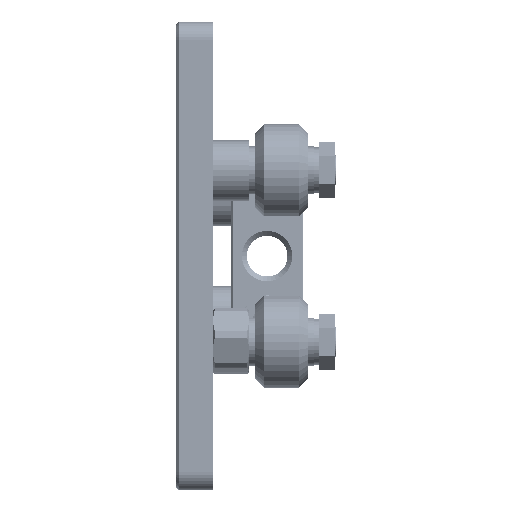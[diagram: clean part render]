
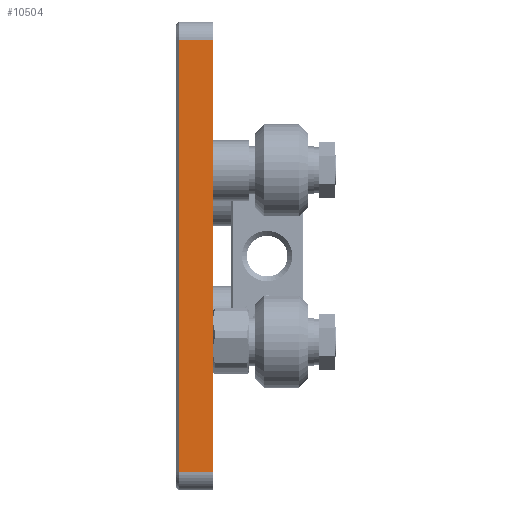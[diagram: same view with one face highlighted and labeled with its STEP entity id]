
A CAD part, left-side view. The second image highlights one B-rep face of the part: STEP entity #10504.
In plain terms, the highlighted face is planar.
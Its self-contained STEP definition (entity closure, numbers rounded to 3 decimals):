
#1135 = AXIS2_PLACEMENT_3D ( 'NONE', #7073, #11154, #7336 ) ;
#1768 = CARTESIAN_POINT ( 'NONE',  ( 155., 77.63, 0. ) ) ;
#2062 = CARTESIAN_POINT ( 'NONE',  ( 155., 74.63, 6.15 ) ) ;
#2635 = CARTESIAN_POINT ( 'NONE',  ( 155., 3., 5.65 ) ) ;
#3347 = VECTOR ( 'NONE', #23855, 1000. ) ;
#3443 = LINE ( 'NONE', #17342, #4807 ) ;
#3616 = EDGE_CURVE ( 'NONE', #12560, #7522, #12542, .T. ) ;
#4325 = DIRECTION ( 'NONE',  ( 0., 0., 1. ) ) ;
#4807 = VECTOR ( 'NONE', #25540, 1000. ) ;
#5957 = ORIENTED_EDGE ( 'NONE', *, *, #20532, .T. ) ;
#6877 = EDGE_CURVE ( 'NONE', #7522, #8656, #11749, .T. ) ;
#7073 = CARTESIAN_POINT ( 'NONE',  ( 155., 77.63, 6.15 ) ) ;
#7336 = DIRECTION ( 'NONE',  ( 0., 0., 1. ) ) ;
#7522 = VERTEX_POINT ( 'NONE', #23011 ) ;
#8656 = VERTEX_POINT ( 'NONE', #22794 ) ;
#8862 = DIRECTION ( 'NONE',  ( 0., 0., -1. ) ) ;
#9027 = EDGE_CURVE ( 'NONE', #25257, #12560, #3443, .T. ) ;
#9469 = CARTESIAN_POINT ( 'NONE',  ( 155., 74.63, 5.65 ) ) ;
#10504 = ADVANCED_FACE ( 'NONE', ( #17028 ), #25105, .F. ) ;
#10827 = VECTOR ( 'NONE', #4325, 1000. ) ;
#11154 = DIRECTION ( 'NONE',  ( -1., 0., 0. ) ) ;
#11749 = LINE ( 'NONE', #1768, #3347 ) ;
#12542 = LINE ( 'NONE', #22515, #18133 ) ;
#12560 = VERTEX_POINT ( 'NONE', #2635 ) ;
#14311 = ORIENTED_EDGE ( 'NONE', *, *, #3616, .T. ) ;
#15539 = EDGE_LOOP ( 'NONE', ( #5957, #25900, #14311, #19207 ) ) ;
#17028 = FACE_OUTER_BOUND ( 'NONE', #15539, .T. ) ;
#17342 = CARTESIAN_POINT ( 'NONE',  ( 155., 77.63, 5.65 ) ) ;
#18133 = VECTOR ( 'NONE', #8862, 1000. ) ;
#19207 = ORIENTED_EDGE ( 'NONE', *, *, #6877, .T. ) ;
#20532 = EDGE_CURVE ( 'NONE', #8656, #25257, #21897, .T. ) ;
#21897 = LINE ( 'NONE', #2062, #10827 ) ;
#22515 = CARTESIAN_POINT ( 'NONE',  ( 155., 3., 6.15 ) ) ;
#22794 = CARTESIAN_POINT ( 'NONE',  ( 155., 74.63, 0. ) ) ;
#23011 = CARTESIAN_POINT ( 'NONE',  ( 155., 3., 0. ) ) ;
#23855 = DIRECTION ( 'NONE',  ( 0., 1., 0. ) ) ;
#25105 = PLANE ( 'NONE',  #1135 ) ;
#25257 = VERTEX_POINT ( 'NONE', #9469 ) ;
#25540 = DIRECTION ( 'NONE',  ( 0., -1., 0. ) ) ;
#25900 = ORIENTED_EDGE ( 'NONE', *, *, #9027, .T. ) ;
